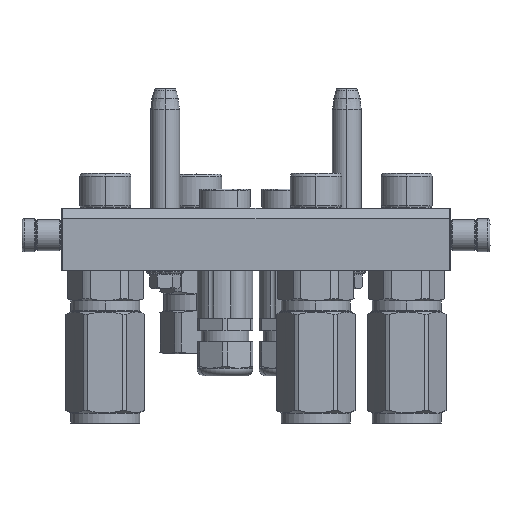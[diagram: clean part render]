
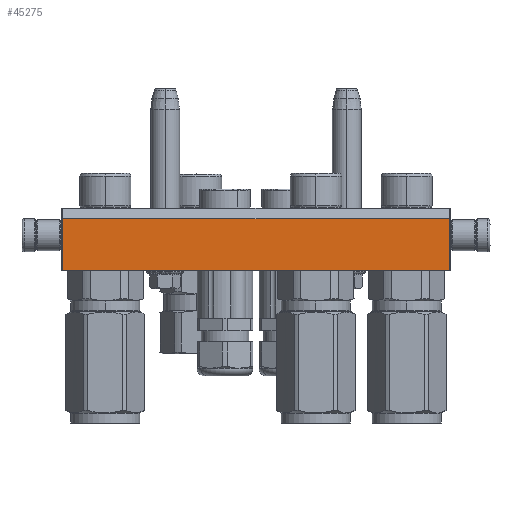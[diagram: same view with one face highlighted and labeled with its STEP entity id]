
A CAD part, left-side view. The second image highlights one B-rep face of the part: STEP entity #45275.
In plain terms, the highlighted face is planar.
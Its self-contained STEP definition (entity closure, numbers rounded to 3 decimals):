
#345 = VECTOR ( 'NONE', #17412, 1000. ) ;
#1523 = VECTOR ( 'NONE', #49597, 1000. ) ;
#1912 = CARTESIAN_POINT ( 'NONE',  ( -93.5, 15., -45. ) ) ;
#2331 = CARTESIAN_POINT ( 'NONE',  ( 93.5, 15., -45. ) ) ;
#2900 = PLANE ( 'NONE',  #57108 ) ;
#7972 = LINE ( 'NONE', #40046, #44675 ) ;
#9298 = DIRECTION ( 'NONE',  ( -1., 0., 0. ) ) ;
#9638 = ORIENTED_EDGE ( 'NONE', *, *, #33734, .F. ) ;
#10621 = EDGE_CURVE ( 'NONE', #45112, #21429, #13102, .T. ) ;
#11815 = LINE ( 'NONE', #46279, #61273 ) ;
#13102 = LINE ( 'NONE', #70394, #345 ) ;
#14244 = CARTESIAN_POINT ( 'NONE',  ( -93.5, -10., -45. ) ) ;
#15605 = VERTEX_POINT ( 'NONE', #2331 ) ;
#17412 = DIRECTION ( 'NONE',  ( 0., 1., 0. ) ) ;
#19324 = CARTESIAN_POINT ( 'NONE',  ( -93.5, -10., -45. ) ) ;
#21429 = VERTEX_POINT ( 'NONE', #1912 ) ;
#25509 = ORIENTED_EDGE ( 'NONE', *, *, #10621, .T. ) ;
#33734 = EDGE_CURVE ( 'NONE', #45112, #57818, #47323, .T. ) ;
#37549 = EDGE_CURVE ( 'NONE', #57818, #15605, #7972, .T. ) ;
#40046 = CARTESIAN_POINT ( 'NONE',  ( 93.5, -10., -45. ) ) ;
#43907 = CARTESIAN_POINT ( 'NONE',  ( 93.5, -10., -45. ) ) ;
#44150 = CARTESIAN_POINT ( 'NONE',  ( 94., -15., -45. ) ) ;
#44675 = VECTOR ( 'NONE', #58229, 1000. ) ;
#45112 = VERTEX_POINT ( 'NONE', #19324 ) ;
#45275 = ADVANCED_FACE ( 'NONE', ( #64027 ), #2900, .T. ) ;
#46279 = CARTESIAN_POINT ( 'NONE',  ( 93.5, 15., -45. ) ) ;
#47323 = LINE ( 'NONE', #14244, #1523 ) ;
#48112 = EDGE_LOOP ( 'NONE', ( #72277, #62334, #9638, #25509 ) ) ;
#49597 = DIRECTION ( 'NONE',  ( 1., 0., 0. ) ) ;
#57108 = AXIS2_PLACEMENT_3D ( 'NONE', #44150, #73499, #9298 ) ;
#57818 = VERTEX_POINT ( 'NONE', #43907 ) ;
#58229 = DIRECTION ( 'NONE',  ( 0., 1., 0. ) ) ;
#61273 = VECTOR ( 'NONE', #64169, 1000. ) ;
#62334 = ORIENTED_EDGE ( 'NONE', *, *, #37549, .F. ) ;
#64027 = FACE_OUTER_BOUND ( 'NONE', #48112, .T. ) ;
#64169 = DIRECTION ( 'NONE',  ( -1., 0., 0. ) ) ;
#67482 = EDGE_CURVE ( 'NONE', #15605, #21429, #11815, .T. ) ;
#70394 = CARTESIAN_POINT ( 'NONE',  ( -93.5, -10., -45. ) ) ;
#72277 = ORIENTED_EDGE ( 'NONE', *, *, #67482, .F. ) ;
#73499 = DIRECTION ( 'NONE',  ( 0., 0., -1. ) ) ;
